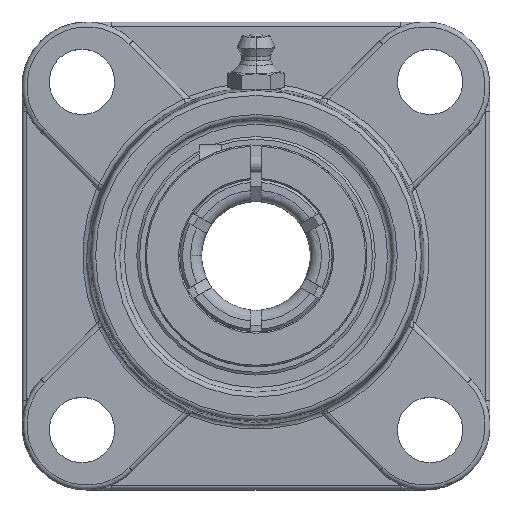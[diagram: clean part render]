
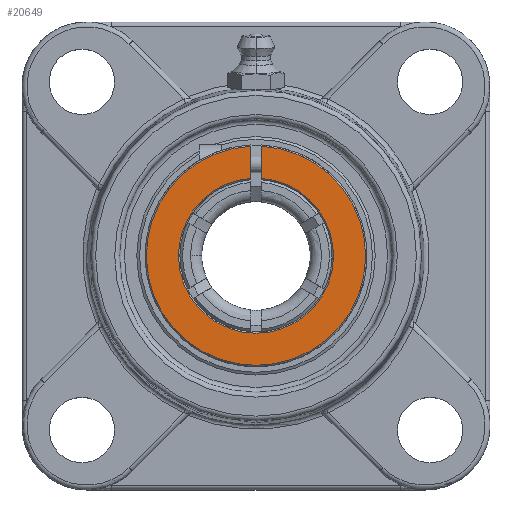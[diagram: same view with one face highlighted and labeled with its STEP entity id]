
A CAD part, top view. The second image highlights one B-rep face of the part: STEP entity #20649.
In plain terms, the highlighted planar face has unit normal (0, 0, 1).
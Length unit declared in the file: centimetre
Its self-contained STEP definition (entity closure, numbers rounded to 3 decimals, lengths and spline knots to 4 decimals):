
#20427=CARTESIAN_POINT('',(0.1,1.4215,0.95));
#20428=VERTEX_POINT('',#20427);
#20435=CARTESIAN_POINT('',(0.1,2.0125,0.95));
#20436=VERTEX_POINT('',#20435);
#20437=CARTESIAN_POINT('',(0.1,12346.2498,0.95));
#20438=DIRECTION('',(0.,-1.,0.));
#20439=VECTOR('',#20438,24690.);
#20440=LINE('',#20437,#20439);
#20441=EDGE_CURVE('',#20436,#20428,#20440,.T.);
#20544=CARTESIAN_POINT('',(-0.1,2.0125,0.95));
#20545=VERTEX_POINT('',#20544);
#20571=CARTESIAN_POINT('',(0.,0.,0.95));
#20572=DIRECTION('',(0.,-0.,-1.));
#20573=DIRECTION('',(0.,-1.,0.));
#20574=AXIS2_PLACEMENT_3D('',#20571,#20572,#20573);
#20575=CIRCLE('',#20574,2.015);
#20576=EDGE_CURVE('',#20436,#20545,#20575,.T.);
#20594=CARTESIAN_POINT('',(-0.1,1.4215,0.95));
#20595=VERTEX_POINT('',#20594);
#20596=CARTESIAN_POINT('',(-0.1,-12343.7502,0.95));
#20597=DIRECTION('',(-0.,1.,0.));
#20598=VECTOR('',#20597,24690.);
#20599=LINE('',#20596,#20598);
#20600=EDGE_CURVE('',#20595,#20545,#20599,.T.);
#20632=CARTESIAN_POINT('',(0.,0.,0.95));
#20633=DIRECTION('',(0.,0.,1.));
#20634=DIRECTION('',(1.,0.,0.));
#20635=AXIS2_PLACEMENT_3D('',#20632,#20633,#20634);
#20636=PLANE('',#20635);
#20637=ORIENTED_EDGE('',*,*,#20576,.F.);
#20638=ORIENTED_EDGE('',*,*,#20441,.T.);
#20639=CARTESIAN_POINT('',(0.,0.,0.95));
#20640=DIRECTION('',(0.,0.,1.));
#20641=DIRECTION('',(-0.,-1.,0.));
#20642=AXIS2_PLACEMENT_3D('',#20639,#20640,#20641);
#20643=CIRCLE('',#20642,1.425);
#20644=EDGE_CURVE('',#20595,#20428,#20643,.T.);
#20645=ORIENTED_EDGE('',*,*,#20644,.F.);
#20646=ORIENTED_EDGE('',*,*,#20600,.T.);
#20647=EDGE_LOOP('',(#20637,#20638,#20645,#20646));
#20648=FACE_BOUND('',#20647,.T.);
#20649=ADVANCED_FACE('',(#20648),#20636,.T.);
